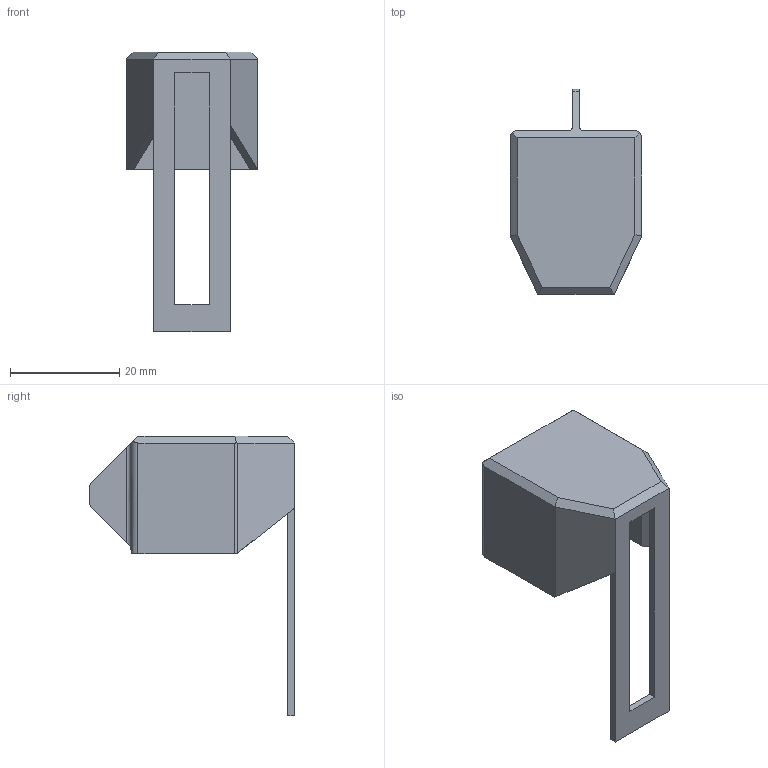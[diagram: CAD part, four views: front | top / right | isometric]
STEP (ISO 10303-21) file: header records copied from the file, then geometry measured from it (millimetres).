
FILE_DESCRIPTION( ( '' ), ' ' );
FILE_NAME( '5b7b07386eec4f0c1fe63e50.step', '2018-08-20T18:23:52', ( '' ), ( '' ), ' ', ' ', ' ' );
FILE_SCHEMA( ( 'AUTOMOTIVE_DESIGN { 1 0 10303 214 1 1 1 1 }' ) );
Length unit declared in the file: metre
Products named in the file (1): photodiode-case
Bounding box: 24.13 x 37.59 x 51.27 mm (x, y, z)
Volume: 3432.8 mm3; surface area: 5744.9 mm2
Topology: 1 solids, 1 shells, 49 faces, 131 edges, 84 vertices
Faces by surface type: plane 40, cylinder 9
Entity records: 1925 total; most frequent: CARTESIAN_POINT 275, ORIENTED_EDGE 262, DIRECTION 251, EDGE_CURVE 131, LINE 107, VECTOR 107, VERTEX_POINT 84, AXIS2_PLACEMENT_3D 72
